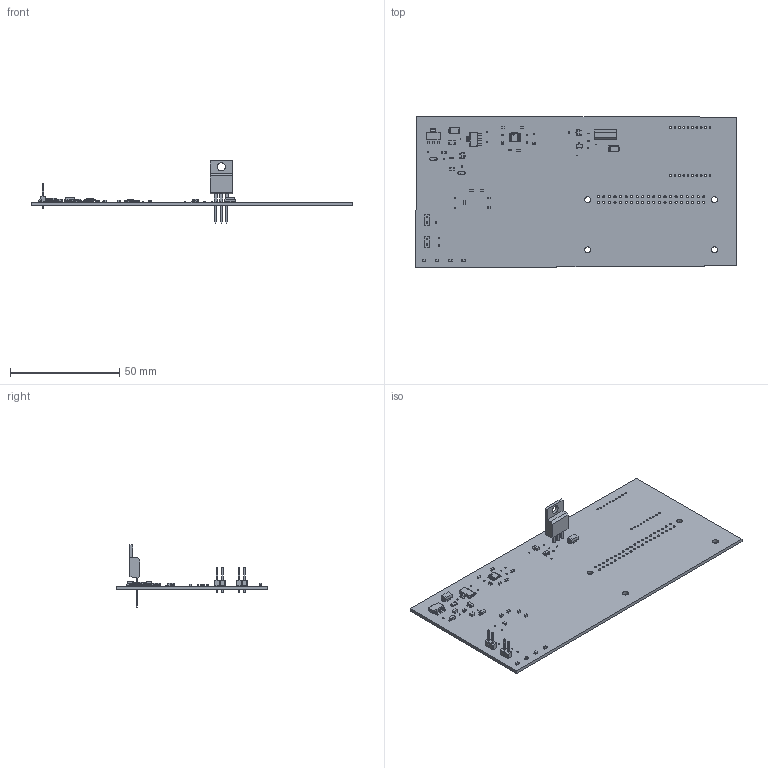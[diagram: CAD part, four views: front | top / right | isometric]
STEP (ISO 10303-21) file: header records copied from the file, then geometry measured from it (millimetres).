
FILE_DESCRIPTION(('KiCad electronic assembly'),'2;1');
FILE_NAME('deck_boardv1.1_CAD.step','2025-12-04T15:23:44',('Pcbnew'),( 'Kicad'),'Open CASCADE STEP processor 7.6','KiCad to STEP converter' ,'Unknown');
FILE_SCHEMA(('AUTOMOTIVE_DESIGN { 1 0 10303 214 1 1 1 1 }'));
Length unit declared in the file: millimetre
Products named in the file (14): deck_boardv1.1_CAD 1; R_0201_0603Metric; PinHeader_1x02_P2.54mm_Vertical; C_0603_1608Metric; LED_0603_1608Metric; SOT-223; D_SMA; MSOP-16-1EP_3x4.039mm_P0.5mm_EP1.651x2.845mm; L_0805_2012Metric; SOT-23; Fuse_1206_3216Metric; TO-220-3_Vertical; D_SOD-123; deck_boardv1.1_PCB
Assembly tree (54 placements, depth 2):
  deck_boardv1.1_CAD 1
    R_0201_0603Metric  x21
    PinHeader_1x02_P2.54mm_Vertical  x2
    C_0603_1608Metric  x12
    LED_0603_1608Metric  x4
    SOT-223  x2
    D_SMA  x2
    MSOP-16-1EP_3x4.039mm_P0.5mm_EP1.651x2.845mm
    L_0805_2012Metric  x2
    SOT-23  x3
    Fuse_1206_3216Metric
    TO-220-3_Vertical
    D_SOD-123  x2
    deck_boardv1.1_PCB
Bounding box: 146.72 x 69.5 x 28.52 mm (x, y, z)
Volume: 15852.5 mm3; surface area: 22454.3 mm2
Topology: 54 solids, 54 shells, 2228 faces, 5815 edges, 3746 vertices
Faces by surface type: plane 1486, cylinder 610, bspline 132
Full cylindrical faces by diameter (mm): 0.25 x6, 0.8 x20, 1 x44, 1.1 x3, 2.75 x4, 3.735 x1
Entity records: 27003 total; most frequent: CARTESIAN_POINT 4958, ORIENTED_EDGE 4545, DIRECTION 4322, EDGE_CURVE 2273, LINE 1704, VECTOR 1704, VERTEX_POINT 1457, AXIS2_PLACEMENT_3D 1309
